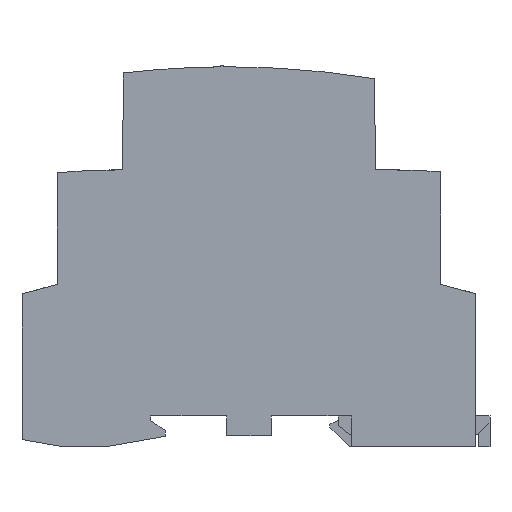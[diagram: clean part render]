
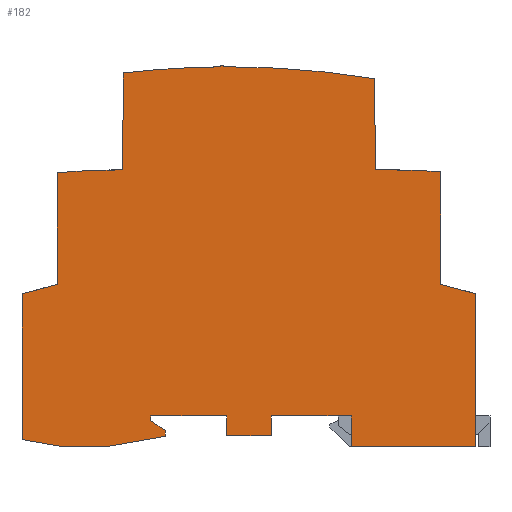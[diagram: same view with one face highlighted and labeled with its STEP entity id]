
A CAD part, left-side view. The second image highlights one B-rep face of the part: STEP entity #182.
In plain terms, the highlighted planar face has unit normal (-1, 0, 0).
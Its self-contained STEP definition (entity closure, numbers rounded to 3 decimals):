
#182=ADVANCED_FACE('',(#439),#440,.F.);
#439=FACE_OUTER_BOUND('',#955,.T.);
#440=PLANE('',#956);
#955=EDGE_LOOP('',(#1493,#1494,#1495,#1496,#1497,#1498,#1499,#1500,#1501,#1502,#1503,#1504,#1505,#1506,#1507,#1508,#1509,#1510,#1511,#1512,#1513,#1514,#1515,#1516,#1517,#1518,#1519,#1520,#1521,#1522,#1523));
#956=AXIS2_PLACEMENT_3D('',#1524,#1525,#1526);
#1493=ORIENTED_EDGE('',*,*,#3617,.F.);
#1494=ORIENTED_EDGE('',*,*,#3618,.F.);
#1495=ORIENTED_EDGE('',*,*,#3619,.F.);
#1496=ORIENTED_EDGE('',*,*,#3620,.F.);
#1497=ORIENTED_EDGE('',*,*,#3621,.F.);
#1498=ORIENTED_EDGE('',*,*,#3622,.F.);
#1499=ORIENTED_EDGE('',*,*,#3623,.F.);
#1500=ORIENTED_EDGE('',*,*,#3624,.F.);
#1501=ORIENTED_EDGE('',*,*,#3625,.F.);
#1502=ORIENTED_EDGE('',*,*,#3626,.F.);
#1503=ORIENTED_EDGE('',*,*,#3627,.F.);
#1504=ORIENTED_EDGE('',*,*,#3628,.F.);
#1505=ORIENTED_EDGE('',*,*,#3629,.F.);
#1506=ORIENTED_EDGE('',*,*,#3630,.F.);
#1507=ORIENTED_EDGE('',*,*,#3631,.F.);
#1508=ORIENTED_EDGE('',*,*,#3632,.F.);
#1509=ORIENTED_EDGE('',*,*,#3633,.F.);
#1510=ORIENTED_EDGE('',*,*,#3634,.F.);
#1511=ORIENTED_EDGE('',*,*,#3635,.F.);
#1512=ORIENTED_EDGE('',*,*,#3636,.F.);
#1513=ORIENTED_EDGE('',*,*,#3637,.F.);
#1514=ORIENTED_EDGE('',*,*,#3638,.F.);
#1515=ORIENTED_EDGE('',*,*,#3601,.F.);
#1516=ORIENTED_EDGE('',*,*,#3639,.F.);
#1517=ORIENTED_EDGE('',*,*,#3640,.F.);
#1518=ORIENTED_EDGE('',*,*,#3616,.F.);
#1519=ORIENTED_EDGE('',*,*,#3641,.T.);
#1520=ORIENTED_EDGE('',*,*,#3642,.T.);
#1521=ORIENTED_EDGE('',*,*,#3608,.T.);
#1522=ORIENTED_EDGE('',*,*,#3643,.T.);
#1523=ORIENTED_EDGE('',*,*,#3612,.F.);
#1524=CARTESIAN_POINT('',(0.0,44.4,-33.973));
#1525=DIRECTION('',(1.0,0.0,0.0));
#1526=DIRECTION('',(0.0,1.0,0.0));
#3601=EDGE_CURVE('',#4290,#4292,#4293,.T.);
#3608=EDGE_CURVE('',#4300,#4304,#4306,.T.);
#3612=EDGE_CURVE('',#4312,#4314,#4315,.T.);
#3616=EDGE_CURVE('',#4320,#4308,#4322,.T.);
#3617=EDGE_CURVE('',#4323,#4312,#4324,.T.);
#3618=EDGE_CURVE('',#4325,#4323,#4326,.T.);
#3619=EDGE_CURVE('',#4327,#4325,#4328,.T.);
#3620=EDGE_CURVE('',#4329,#4327,#4330,.T.);
#3621=EDGE_CURVE('',#4331,#4329,#4332,.T.);
#3622=EDGE_CURVE('',#4333,#4331,#4334,.T.);
#3623=EDGE_CURVE('',#4335,#4333,#4336,.T.);
#3624=EDGE_CURVE('',#4337,#4335,#4338,.T.);
#3625=EDGE_CURVE('',#4339,#4337,#4340,.T.);
#3626=EDGE_CURVE('',#4341,#4339,#4342,.T.);
#3627=EDGE_CURVE('',#4343,#4341,#4344,.T.);
#3628=EDGE_CURVE('',#4345,#4343,#4346,.T.);
#3629=EDGE_CURVE('',#4347,#4345,#4348,.T.);
#3630=EDGE_CURVE('',#4349,#4347,#4350,.T.);
#3631=EDGE_CURVE('',#4351,#4349,#4352,.T.);
#3632=EDGE_CURVE('',#4353,#4351,#4354,.T.);
#3633=EDGE_CURVE('',#4355,#4353,#4356,.T.);
#3634=EDGE_CURVE('',#4357,#4355,#4358,.T.);
#3635=EDGE_CURVE('',#4359,#4357,#4360,.T.);
#3636=EDGE_CURVE('',#4361,#4359,#4362,.T.);
#3637=EDGE_CURVE('',#4363,#4361,#4364,.T.);
#3638=EDGE_CURVE('',#4292,#4363,#4365,.T.);
#3639=EDGE_CURVE('',#4366,#4290,#4367,.T.);
#3640=EDGE_CURVE('',#4308,#4366,#4368,.T.);
#3641=EDGE_CURVE('',#4320,#4369,#4370,.T.);
#3642=EDGE_CURVE('',#4369,#4300,#4371,.T.);
#3643=EDGE_CURVE('',#4304,#4314,#4372,.T.);
#4290=VERTEX_POINT('',#5436);
#4292=VERTEX_POINT('',#5439);
#4293=CIRCLE('',#5440,135.1);
#4300=VERTEX_POINT('',#5478);
#4304=VERTEX_POINT('',#5483);
#4306=CIRCLE('',#5486,0.2);
#4308=VERTEX_POINT('',#5488);
#4312=VERTEX_POINT('',#5493);
#4314=VERTEX_POINT('',#5496);
#4315=CIRCLE('',#5497,160.0);
#4320=VERTEX_POINT('',#5503);
#4322=CIRCLE('',#5506,160.0);
#4323=VERTEX_POINT('',#5507);
#4324=LINE('',#5508,#5509);
#4325=VERTEX_POINT('',#5510);
#4326=CIRCLE('',#5511,135.1);
#4327=VERTEX_POINT('',#5512);
#4328=LINE('',#5513,#5514);
#4329=VERTEX_POINT('',#5515);
#4330=LINE('',#5516,#5517);
#4331=VERTEX_POINT('',#5518);
#4332=LINE('',#5519,#5520);
#4333=VERTEX_POINT('',#5521);
#4334=LINE('',#5522,#5523);
#4335=VERTEX_POINT('',#5524);
#4336=LINE('',#5525,#5526);
#4337=VERTEX_POINT('',#5527);
#4338=LINE('',#5528,#5529);
#4339=VERTEX_POINT('',#5530);
#4340=LINE('',#5531,#5532);
#4341=VERTEX_POINT('',#5533);
#4342=LINE('',#5534,#5535);
#4343=VERTEX_POINT('',#5536);
#4344=LINE('',#5537,#5538);
#4345=VERTEX_POINT('',#5539);
#4346=LINE('',#5540,#5541);
#4347=VERTEX_POINT('',#5542);
#4348=LINE('',#5543,#5544);
#4349=VERTEX_POINT('',#5545);
#4350=LINE('',#5546,#5547);
#4351=VERTEX_POINT('',#5548);
#4352=LINE('',#5549,#5550);
#4353=VERTEX_POINT('',#5551);
#4354=LINE('',#5552,#5553);
#4355=VERTEX_POINT('',#5554);
#4356=LINE('',#5555,#5556);
#4357=VERTEX_POINT('',#5557);
#4358=LINE('',#5558,#5559);
#4359=VERTEX_POINT('',#5560);
#4360=LINE('',#5561,#5562);
#4361=VERTEX_POINT('',#5563);
#4362=LINE('',#5564,#5565);
#4363=VERTEX_POINT('',#5566);
#4364=LINE('',#5567,#5568);
#4365=CIRCLE('',#5569,135.1);
#4366=VERTEX_POINT('',#5570);
#4367=LINE('',#5571,#5572);
#4368=CIRCLE('',#5573,160.0);
#4369=VERTEX_POINT('',#5574);
#4370=LINE('',#5575,#5576);
#4371=CIRCLE('',#5577,0.2);
#4372=LINE('',#5578,#5579);
#5436=CARTESIAN_POINT('',(0.0,21.899,-18.514));
#5439=CARTESIAN_POINT('',(0.0,19.899,-18.499));
#5440=AXIS2_PLACEMENT_3D('',#7247,#7248,#7249);
#5478=CARTESIAN_POINT('',(0.0,49.199,0.146));
#5483=CARTESIAN_POINT('',(0.0,49.399,-0.054));
#5486=AXIS2_PLACEMENT_3D('',#7256,#7257,#7258);
#5488=CARTESIAN_POINT('',(0.0,48.049,-0.149));
#5493=CARTESIAN_POINT('',(0.0,66.749,-1.245));
#5496=CARTESIAN_POINT('',(0.0,49.399,-0.154));
#5497=AXIS2_PLACEMENT_3D('',#7264,#7265,#7266);
#5503=CARTESIAN_POINT('',(0.0,48.999,-0.152));
#5506=AXIS2_PLACEMENT_3D('',#7272,#7273,#7274);
#5507=CARTESIAN_POINT('',(0.0,66.899,-18.499));
#5508=CARTESIAN_POINT('',(0.0,66.899,-18.499));
#5509=VECTOR('',#7275,17.254);
#5510=CARTESIAN_POINT('',(0.0,78.499,-18.998));
#5511=AXIS2_PLACEMENT_3D('',#7276,#7277,#7278);
#5512=CARTESIAN_POINT('',(0.0,78.499,-38.868));
#5513=CARTESIAN_POINT('',(0.0,78.499,-38.868));
#5514=VECTOR('',#7279,19.871);
#5515=CARTESIAN_POINT('',(0.0,84.799,-40.556));
#5516=CARTESIAN_POINT('',(0.0,84.799,-40.556));
#5517=VECTOR('',#7280,6.522);
#5518=CARTESIAN_POINT('',(0.0,84.799,-66.512));
#5519=CARTESIAN_POINT('',(0.0,84.799,-66.512));
#5520=VECTOR('',#7281,25.955);
#5521=CARTESIAN_POINT('',(0.0,77.499,-67.799));
#5522=CARTESIAN_POINT('',(0.0,77.499,-67.799));
#5523=VECTOR('',#7282,7.413);
#5524=CARTESIAN_POINT('',(0.0,69.999,-67.799));
#5525=CARTESIAN_POINT('',(0.0,69.999,-67.799));
#5526=VECTOR('',#7283,7.5);
#5527=CARTESIAN_POINT('',(0.0,59.299,-65.912));
#5528=CARTESIAN_POINT('',(0.0,59.299,-65.912));
#5529=VECTOR('',#7284,10.865);
#5530=CARTESIAN_POINT('',(0.0,59.299,-64.919));
#5531=CARTESIAN_POINT('',(0.0,59.299,-64.919));
#5532=VECTOR('',#7285,0.993);
#5533=CARTESIAN_POINT('',(0.0,61.899,-63.099));
#5534=CARTESIAN_POINT('',(0.0,61.899,-63.099));
#5535=VECTOR('',#7286,3.174);
#5536=CARTESIAN_POINT('',(0.0,61.899,-62.299));
#5537=CARTESIAN_POINT('',(0.0,61.899,-62.299));
#5538=VECTOR('',#7287,0.8);
#5539=CARTESIAN_POINT('',(0.0,48.399,-62.299));
#5540=CARTESIAN_POINT('',(0.0,48.399,-62.299));
#5541=VECTOR('',#7288,13.5);
#5542=CARTESIAN_POINT('',(0.0,48.399,-65.799));
#5543=CARTESIAN_POINT('',(0.0,48.399,-65.799));
#5544=VECTOR('',#7289,3.5);
#5545=CARTESIAN_POINT('',(0.0,40.399,-65.799));
#5546=CARTESIAN_POINT('',(0.0,40.399,-65.799));
#5547=VECTOR('',#7290,8.0);
#5548=CARTESIAN_POINT('',(0.0,40.399,-62.299));
#5549=CARTESIAN_POINT('',(0.0,40.399,-62.299));
#5550=VECTOR('',#7291,3.5);
#5551=CARTESIAN_POINT('',(0.0,26.199,-62.299));
#5552=CARTESIAN_POINT('',(0.0,26.199,-62.299));
#5553=VECTOR('',#7292,14.2);
#5554=CARTESIAN_POINT('',(0.0,26.199,-67.799));
#5555=CARTESIAN_POINT('',(0.0,26.199,-67.799));
#5556=VECTOR('',#7293,5.5);
#5557=CARTESIAN_POINT('',(0.0,3.999,-67.799));
#5558=CARTESIAN_POINT('',(0.0,3.999,-67.799));
#5559=VECTOR('',#7294,22.2);
#5560=CARTESIAN_POINT('',(0.0,3.999,-40.556));
#5561=CARTESIAN_POINT('',(0.0,3.999,-40.556));
#5562=VECTOR('',#7295,27.242);
#5563=CARTESIAN_POINT('',(0.0,10.299,-38.868));
#5564=CARTESIAN_POINT('',(0.0,10.299,-38.868));
#5565=VECTOR('',#7296,6.522);
#5566=CARTESIAN_POINT('',(0.0,10.299,-18.84));
#5567=CARTESIAN_POINT('',(0.0,10.299,-18.84));
#5568=VECTOR('',#7297,20.028);
#5569=AXIS2_PLACEMENT_3D('',#7298,#7299,#7300);
#5570=CARTESIAN_POINT('',(0.0,22.041,-2.277));
#5571=CARTESIAN_POINT('',(0.0,22.041,-2.277));
#5572=VECTOR('',#7301,16.237);
#5573=AXIS2_PLACEMENT_3D('',#7302,#7303,#7304);
#5574=CARTESIAN_POINT('',(0.0,48.999,-0.054));
#5575=CARTESIAN_POINT('',(0.0,48.999,-0.152));
#5576=VECTOR('',#7305,0.097);
#5577=AXIS2_PLACEMENT_3D('',#7306,#7307,#7308);
#5578=CARTESIAN_POINT('',(0.0,49.399,-0.054));
#5579=VECTOR('',#7309,0.1);
#7247=CARTESIAN_POINT('',(0.0,19.899,-153.599));
#7248=DIRECTION('',(1.0,0.0,-0.0));
#7249=DIRECTION('',(0.0,0.015,1.));
#7256=CARTESIAN_POINT('',(0.0,49.199,-0.054));
#7257=DIRECTION('',(-1.0,0.0,0.0));
#7258=DIRECTION('',(0.0,-1.0,0.0));
#7264=CARTESIAN_POINT('',(0.0,48.049,-160.149));
#7265=DIRECTION('',(1.0,0.0,-0.0));
#7266=DIRECTION('',(0.0,0.117,0.993));
#7272=CARTESIAN_POINT('',(0.0,48.049,-160.149));
#7273=DIRECTION('',(1.0,0.0,-0.0));
#7274=DIRECTION('',(0.0,0.006,1.));
#7275=DIRECTION('',(0.0,-0.009,1.));
#7276=CARTESIAN_POINT('',(0.0,66.899,-153.599));
#7277=DIRECTION('',(1.0,0.0,-0.0));
#7278=DIRECTION('',(0.0,0.086,0.996));
#7279=DIRECTION('',(0.0,0.0,1.0));
#7280=DIRECTION('',(0.0,-0.966,0.259));
#7281=DIRECTION('',(0.0,0.0,1.0));
#7282=DIRECTION('',(0.0,0.985,0.174));
#7283=DIRECTION('',(0.0,1.0,0.0));
#7284=DIRECTION('',(0.0,0.985,-0.174));
#7285=DIRECTION('',(0.0,0.0,-1.0));
#7286=DIRECTION('',(0.0,-0.819,-0.574));
#7287=DIRECTION('',(0.0,0.0,-1.0));
#7288=DIRECTION('',(0.0,1.0,0.0));
#7289=DIRECTION('',(0.0,0.0,1.0));
#7290=DIRECTION('',(0.0,1.0,0.0));
#7291=DIRECTION('',(0.0,0.0,-1.0));
#7292=DIRECTION('',(0.0,1.0,0.0));
#7293=DIRECTION('',(0.0,0.0,1.0));
#7294=DIRECTION('',(0.0,1.0,0.0));
#7295=DIRECTION('',(0.0,0.0,-1.0));
#7296=DIRECTION('',(0.0,-0.966,-0.259));
#7297=DIRECTION('',(0.0,0.0,-1.0));
#7298=CARTESIAN_POINT('',(0.0,19.899,-153.599));
#7299=DIRECTION('',(1.0,0.0,-0.0));
#7300=DIRECTION('',(0.0,0.015,1.));
#7301=DIRECTION('',(0.0,-0.009,-1.));
#7302=CARTESIAN_POINT('',(0.0,48.049,-160.149));
#7303=DIRECTION('',(1.0,0.0,-0.0));
#7304=DIRECTION('',(0.0,0.006,1.));
#7305=DIRECTION('',(0.0,0.,1.0));
#7306=CARTESIAN_POINT('',(0.0,49.199,-0.054));
#7307=DIRECTION('',(-1.0,0.0,0.0));
#7308=DIRECTION('',(0.0,-1.0,0.0));
#7309=DIRECTION('',(0.0,0.,-1.0));
